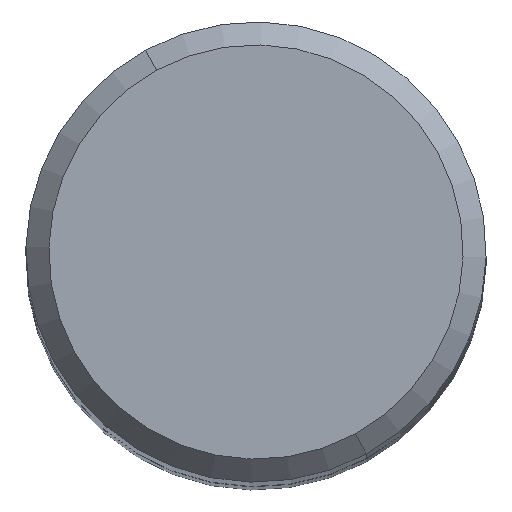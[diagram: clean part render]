
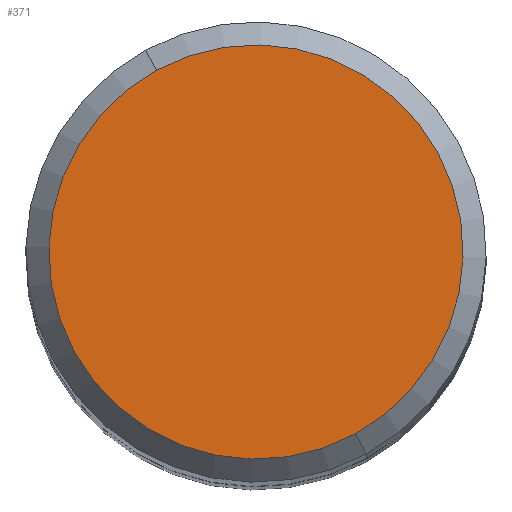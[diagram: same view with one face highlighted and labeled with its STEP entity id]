
A CAD part, top view. The second image highlights one B-rep face of the part: STEP entity #371.
In plain terms, the highlighted planar face has unit normal (0, 0, 1).
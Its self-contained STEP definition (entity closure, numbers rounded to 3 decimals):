
#307 = EDGE_CURVE('',#308,#310,#312,.T.);
#308 = VERTEX_POINT('',#309);
#309 = CARTESIAN_POINT('',(1.079,-1.975,50.));
#310 = VERTEX_POINT('',#311);
#311 = CARTESIAN_POINT('',(-1.079,1.975,50.));
#312 = CIRCLE('',#313,2.25);
#313 = AXIS2_PLACEMENT_3D('',#314,#315,#316);
#314 = CARTESIAN_POINT('',(0.,0.,50.));
#315 = DIRECTION('',(0.,0.,-1.));
#316 = DIRECTION('',(-1.,0.,-0.));
#357 = EDGE_CURVE('',#310,#308,#358,.T.);
#358 = CIRCLE('',#359,2.25);
#359 = AXIS2_PLACEMENT_3D('',#360,#361,#362);
#360 = CARTESIAN_POINT('',(0.,0.,50.));
#361 = DIRECTION('',(0.,0.,-1.));
#362 = DIRECTION('',(-1.,0.,-0.));
#371 = ADVANCED_FACE('',(#372),#376,.T.);
#372 = FACE_BOUND('',#373,.T.);
#373 = EDGE_LOOP('',(#374,#375));
#374 = ORIENTED_EDGE('',*,*,#357,.F.);
#375 = ORIENTED_EDGE('',*,*,#307,.F.);
#376 = PLANE('',#377);
#377 = AXIS2_PLACEMENT_3D('',#378,#379,#380);
#378 = CARTESIAN_POINT('',(0.,-2.25,50.));
#379 = DIRECTION('',(0.,0.,1.));
#380 = DIRECTION('',(1.,0.,-0.));
